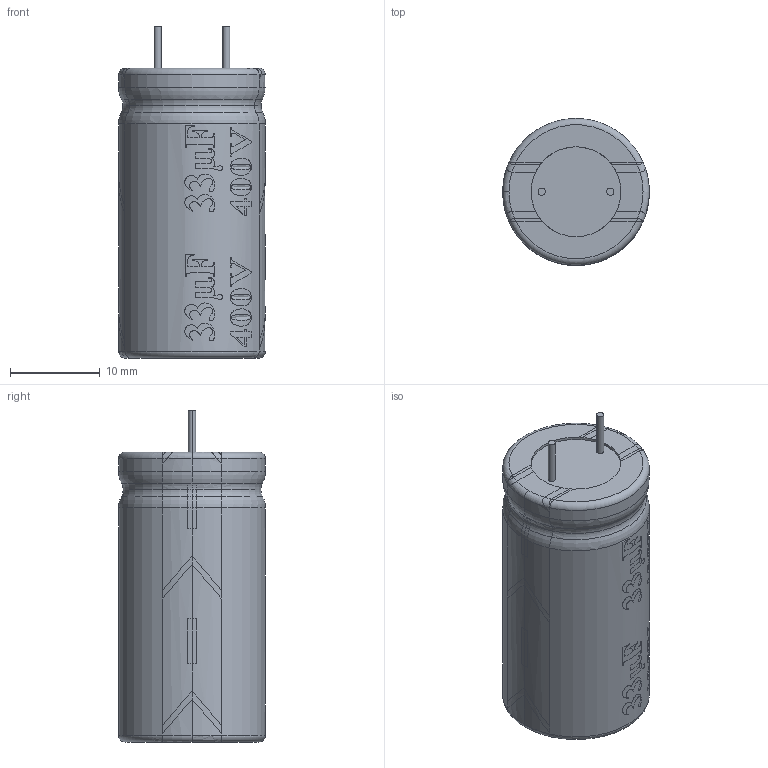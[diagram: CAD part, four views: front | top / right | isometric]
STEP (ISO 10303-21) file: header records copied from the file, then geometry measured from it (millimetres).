
FILE_DESCRIPTION (( 'STEP AP214' ), '1' );
FILE_NAME ('El_7.62_16.2_32.STEP', '2022-11-27T17:44:40', ( '' ), ( '' ), 'SwSTEP 2.0', 'SolidWorks 2019', '' );
FILE_SCHEMA (( 'AUTOMOTIVE_DESIGN' ));
Length unit declared in the file: millimetre
Products named in the file (1): El_7.62_16.2_32
Bounding box: 16.3 x 16.3 x 36.9 mm (x, y, z)
Volume: 6622.5 mm3; surface area: 2087.5 mm2
Topology: 3 solids, 3 shells, 151 faces, 625 edges, 503 vertices
Faces by surface type: cylinder 68, torus 49, plane 34
Entity records: 10057 total; most frequent: CARTESIAN_POINT 3485, ORIENTED_EDGE 1250, DIRECTION 783, EDGE_CURVE 625, VERTEX_POINT 503, AXIS2_PLACEMENT_3D 318, B_SPLINE_CURVE_WITH_KNOTS 258, EDGE_LOOP 174
